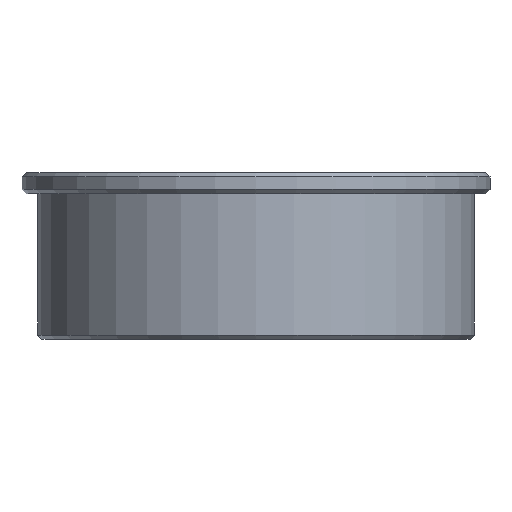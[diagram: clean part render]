
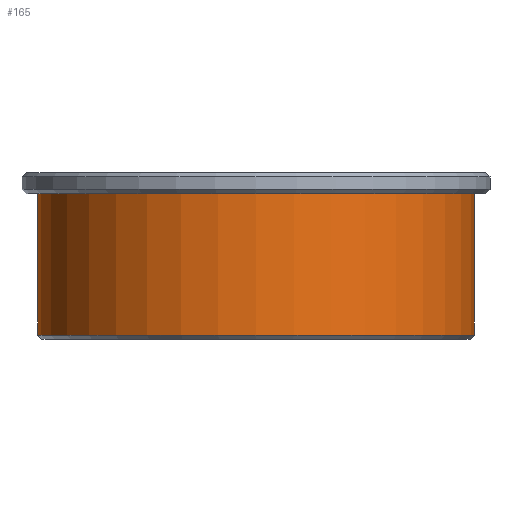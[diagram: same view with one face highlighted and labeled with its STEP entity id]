
A CAD part, front view. The second image highlights one B-rep face of the part: STEP entity #165.
In plain terms, the highlighted cylindrical face has radius 105 mm (diameter 210 mm), a full revolution.
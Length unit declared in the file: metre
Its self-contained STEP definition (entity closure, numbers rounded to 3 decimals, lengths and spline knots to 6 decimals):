
#165=ADVANCED_FACE('',(#204,#205),#206,.T.);
#204=FACE_OUTER_BOUND('',#4623,.T.);
#205=FACE_OUTER_BOUND('',#4624,.T.);
#206=CYLINDRICAL_SURFACE('',#4625,0.105);
#4623=EDGE_LOOP('',(#9077));
#4624=EDGE_LOOP('',(#9078));
#4625=AXIS2_PLACEMENT_3D('',#9079,#9080,#9081);
#9077=ORIENTED_EDGE('',*,*,#9117,.T.);
#9078=ORIENTED_EDGE('',*,*,#9116,.F.);
#9079=CARTESIAN_POINT('',(0.0,0.0,0.0));
#9080=DIRECTION('',(0.0,0.,-1.0));
#9081=DIRECTION('',(0.0,1.0,0.));
#9116=EDGE_CURVE('',#9155,#9155,#9156,.T.);
#9117=EDGE_CURVE('',#9157,#9157,#9158,.T.);
#9155=VERTEX_POINT('',#9325);
#9156=CIRCLE('',#9326,0.105);
#9157=VERTEX_POINT('',#9327);
#9158=CIRCLE('',#9328,0.105);
#9325=CARTESIAN_POINT('',(0.0,0.105,0.002));
#9326=AXIS2_PLACEMENT_3D('',#9371,#9372,#9373);
#9327=CARTESIAN_POINT('',(0.0,0.105,0.07));
#9328=AXIS2_PLACEMENT_3D('',#9374,#9375,#9376);
#9371=CARTESIAN_POINT('',(0.0,0.0,0.002));
#9372=DIRECTION('',(0.0,0.,-1.0));
#9373=DIRECTION('',(0.0,1.0,0.));
#9374=CARTESIAN_POINT('',(0.0,0.,0.07));
#9375=DIRECTION('',(0.0,0.,-1.0));
#9376=DIRECTION('',(0.0,1.0,0.));
